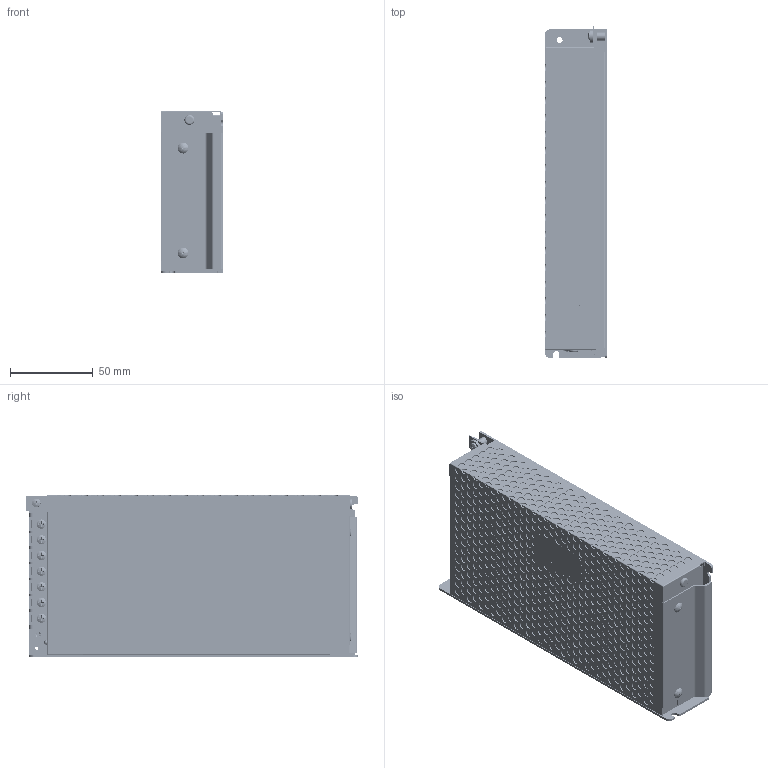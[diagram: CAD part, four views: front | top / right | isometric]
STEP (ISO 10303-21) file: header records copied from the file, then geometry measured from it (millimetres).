
FILE_DESCRIPTION(/* description */ (''),/* implementation_level */ '2;1');
FILE_NAME(/* name */ 'PS-24-6.5 Assembly1.stp',/* time_stamp */ '2017-09-21T14:38:16-04:00',/* author */ ('ldaniel'),/* organization */ (''),/* preprocessor_version */ 'ST-DEVELOPER v16.13',/* originating_system */ 'Autodesk Inventor 2018',/* authorisation */ '');
FILE_SCHEMA (('AUTOMOTIVE_DESIGN { 1 0 10303 214 3 1 1 }'));
Products named in the file (16): Assembly1; Base Plate; Top; ANSI B18.6.3 - No. 5 - 40 - 1/8; ANSI B18.6.3 - No. 4 - 40 - 1/8; Circuit Board; PS-24-6.5 Terminal Block; ANSI B18.6.3 - No. 5 - 40 - 1/8_1; wall 1; PS-24-6.5 LABEL; ANSI B18.6.3 - No. 3 - 56 - 1/8; ANSI B18.22.1 - No. 3 - Regular - Type B; PS-24-6.5 AC switch label; PS-24-65; PS-24-6.5 GREEN LIGHT; PS-24-6.5 SELECTOR
Assembly tree (23 placements, depth 2):
  Assembly1
    Base Plate
    Top
    ANSI B18.6.3 - No. 5 - 40 - 1/8
    ANSI B18.6.3 - No. 4 - 40 - 1/8  x2
    Circuit Board
    PS-24-6.5 Terminal Block
    ANSI B18.6.3 - No. 5 - 40 - 1/8_1  x7
    wall 1
    PS-24-6.5 LABEL
    ANSI B18.6.3 - No. 3 - 56 - 1/8
    ANSI B18.22.1 - No. 3 - Regular - Type B  x2
    PS-24-6.5 AC switch label
    PS-24-65
    PS-24-6.5 GREEN LIGHT
    PS-24-6.5 SELECTOR
Bounding box: 37.97 x 200.79 x 98.45 mm (x, y, z)
Volume: 75208.3 mm3; surface area: 158651 mm2
Topology: 42 solids, 42 shells, 5161 faces, 12218 edges, 8114 vertices
Faces by surface type: plane 3261, bspline 761, cone 676, cylinder 398, torus 53, sphere 12
Full cylindrical faces by diameter (mm): 0.864 x2, 1.778 x1, 2.464 x7, 2.515 x1, 2.769 x2, 2.794 x1, 2.845 x2, 3.048 x2, 3.175 x8, 3.251 x3, 3.429 x21, 3.505 x1, 4.445 x177, 5.08 x3, 5.588 x7, 6.096 x1, 6.528 x2, 6.883 x1, 7.341 x1, 7.925 x2
Entity records: 148678 total; most frequent: CARTESIAN_POINT 35989, ORIENTED_EDGE 21926, DIRECTION 19767, EDGE_CURVE 10963, VERTEX_POINT 7787, LINE 7195, VECTOR 7195, EDGE_LOOP 6794
